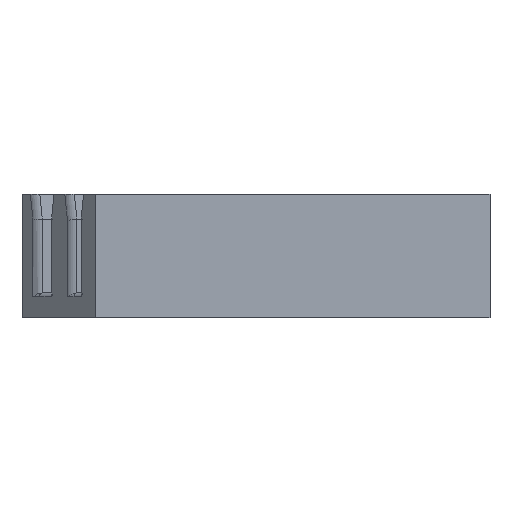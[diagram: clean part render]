
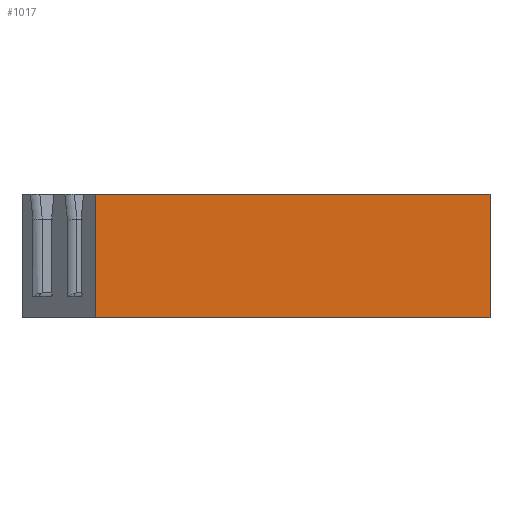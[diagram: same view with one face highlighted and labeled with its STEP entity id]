
A CAD part, left-side view. The second image highlights one B-rep face of the part: STEP entity #1017.
In plain terms, the highlighted planar face has unit normal (-1, 0, 0).
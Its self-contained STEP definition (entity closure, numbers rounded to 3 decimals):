
#432 = VERTEX_POINT('',#433);
#433 = CARTESIAN_POINT('',(0.,80.,0.));
#439 = EDGE_CURVE('',#432,#440,#442,.T.);
#440 = VERTEX_POINT('',#441);
#441 = CARTESIAN_POINT('',(0.,80.,25.));
#442 = LINE('',#443,#444);
#443 = CARTESIAN_POINT('',(0.,80.,0.));
#444 = VECTOR('',#445,1.);
#445 = DIRECTION('',(0.,0.,1.));
#990 = EDGE_CURVE('',#991,#432,#993,.T.);
#991 = VERTEX_POINT('',#992);
#992 = CARTESIAN_POINT('',(0.,0.,0.));
#993 = LINE('',#994,#995);
#994 = CARTESIAN_POINT('',(0.,0.,0.));
#995 = VECTOR('',#996,1.);
#996 = DIRECTION('',(0.,1.,0.));
#1017 = ADVANCED_FACE('',(#1018),#1036,.T.);
#1018 = FACE_BOUND('',#1019,.T.);
#1019 = EDGE_LOOP('',(#1020,#1028,#1034,#1035));
#1020 = ORIENTED_EDGE('',*,*,#1021,.T.);
#1021 = EDGE_CURVE('',#991,#1022,#1024,.T.);
#1022 = VERTEX_POINT('',#1023);
#1023 = CARTESIAN_POINT('',(0.,0.,25.));
#1024 = LINE('',#1025,#1026);
#1025 = CARTESIAN_POINT('',(0.,0.,0.));
#1026 = VECTOR('',#1027,1.);
#1027 = DIRECTION('',(0.,0.,1.));
#1028 = ORIENTED_EDGE('',*,*,#1029,.T.);
#1029 = EDGE_CURVE('',#1022,#440,#1030,.T.);
#1030 = LINE('',#1031,#1032);
#1031 = CARTESIAN_POINT('',(0.,0.,25.));
#1032 = VECTOR('',#1033,1.);
#1033 = DIRECTION('',(0.,1.,0.));
#1034 = ORIENTED_EDGE('',*,*,#439,.F.);
#1035 = ORIENTED_EDGE('',*,*,#990,.F.);
#1036 = PLANE('',#1037);
#1037 = AXIS2_PLACEMENT_3D('',#1038,#1039,#1040);
#1038 = CARTESIAN_POINT('',(0.,0.,0.));
#1039 = DIRECTION('',(-1.,0.,0.));
#1040 = DIRECTION('',(0.,1.,0.));
